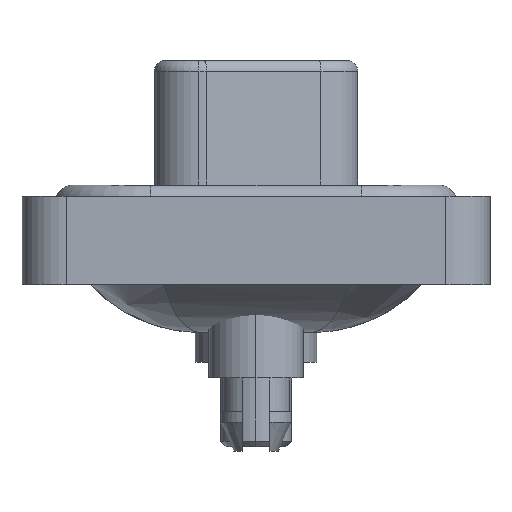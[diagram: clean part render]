
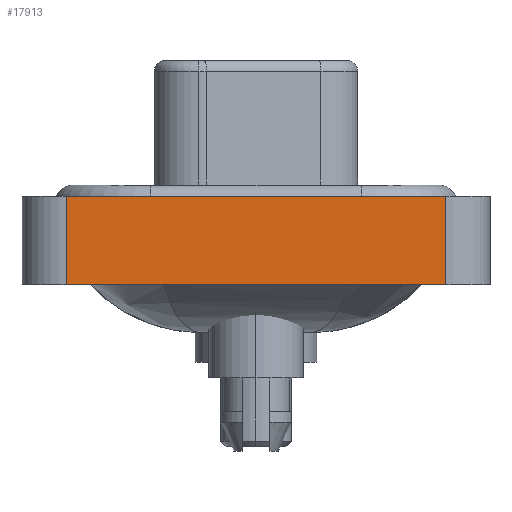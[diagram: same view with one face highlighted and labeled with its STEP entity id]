
A CAD part, left-side view. The second image highlights one B-rep face of the part: STEP entity #17913.
In plain terms, the highlighted planar face has unit normal (-1, 0, 0).
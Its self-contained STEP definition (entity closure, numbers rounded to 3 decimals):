
#1945 = CARTESIAN_POINT ( 'NONE',  ( -7.3, -8.55, 0.4 ) ) ;
#3735 = EDGE_CURVE ( 'NONE', #5357, #11121, #13039, .T. ) ;
#3739 = CARTESIAN_POINT ( 'NONE',  ( -7.3, 8.55, -3.6 ) ) ;
#3918 = CARTESIAN_POINT ( 'NONE',  ( -7.3, -8.55, 0.4 ) ) ;
#4790 = CARTESIAN_POINT ( 'NONE',  ( -7.3, -8.55, -3.6 ) ) ;
#5357 = VERTEX_POINT ( 'NONE', #11831 ) ;
#5769 = EDGE_CURVE ( 'NONE', #17786, #22766, #22279, .T. ) ;
#6296 = ORIENTED_EDGE ( 'NONE', *, *, #8024, .T. ) ;
#6494 = PLANE ( 'NONE',  #13533 ) ;
#6612 = LINE ( 'NONE', #16165, #12728 ) ;
#7732 = CARTESIAN_POINT ( 'NONE',  ( -7.3, -8.55, -3.6 ) ) ;
#8024 = EDGE_CURVE ( 'NONE', #5357, #17786, #6612, .T. ) ;
#8130 = ORIENTED_EDGE ( 'NONE', *, *, #5769, .T. ) ;
#8215 = VECTOR ( 'NONE', #16828, 1000. ) ;
#9534 = VECTOR ( 'NONE', #23354, 1000. ) ;
#9538 = CARTESIAN_POINT ( 'NONE',  ( -7.3, -8.55, -3.6 ) ) ;
#11121 = VERTEX_POINT ( 'NONE', #18240 ) ;
#11831 = CARTESIAN_POINT ( 'NONE',  ( -7.3, 8.55, -3.6 ) ) ;
#12728 = VECTOR ( 'NONE', #19356, 1000. ) ;
#13039 = LINE ( 'NONE', #3739, #8215 ) ;
#13533 = AXIS2_PLACEMENT_3D ( 'NONE', #4790, #19836, #14448 ) ;
#14251 = ORIENTED_EDGE ( 'NONE', *, *, #17162, .F. ) ;
#14448 = DIRECTION ( 'NONE',  ( 0., 0., 1. ) ) ;
#16165 = CARTESIAN_POINT ( 'NONE',  ( -7.3, -8.55, -3.6 ) ) ;
#16828 = DIRECTION ( 'NONE',  ( 0., 0., 1. ) ) ;
#17016 = DIRECTION ( 'NONE',  ( 0., 0., 1. ) ) ;
#17162 = EDGE_CURVE ( 'NONE', #11121, #22766, #22521, .T. ) ;
#17371 = EDGE_LOOP ( 'NONE', ( #8130, #14251, #21111, #6296 ) ) ;
#17786 = VERTEX_POINT ( 'NONE', #7732 ) ;
#17913 = ADVANCED_FACE ( 'NONE', ( #23378 ), #6494, .T. ) ;
#18056 = VECTOR ( 'NONE', #17016, 1000. ) ;
#18240 = CARTESIAN_POINT ( 'NONE',  ( -7.3, 8.55, 0.4 ) ) ;
#19356 = DIRECTION ( 'NONE',  ( 0., -1., 0. ) ) ;
#19836 = DIRECTION ( 'NONE',  ( -1., 0., 0. ) ) ;
#21111 = ORIENTED_EDGE ( 'NONE', *, *, #3735, .F. ) ;
#22279 = LINE ( 'NONE', #9538, #18056 ) ;
#22521 = LINE ( 'NONE', #3918, #9534 ) ;
#22766 = VERTEX_POINT ( 'NONE', #1945 ) ;
#23354 = DIRECTION ( 'NONE',  ( 0., -1., 0. ) ) ;
#23378 = FACE_OUTER_BOUND ( 'NONE', #17371, .T. ) ;
